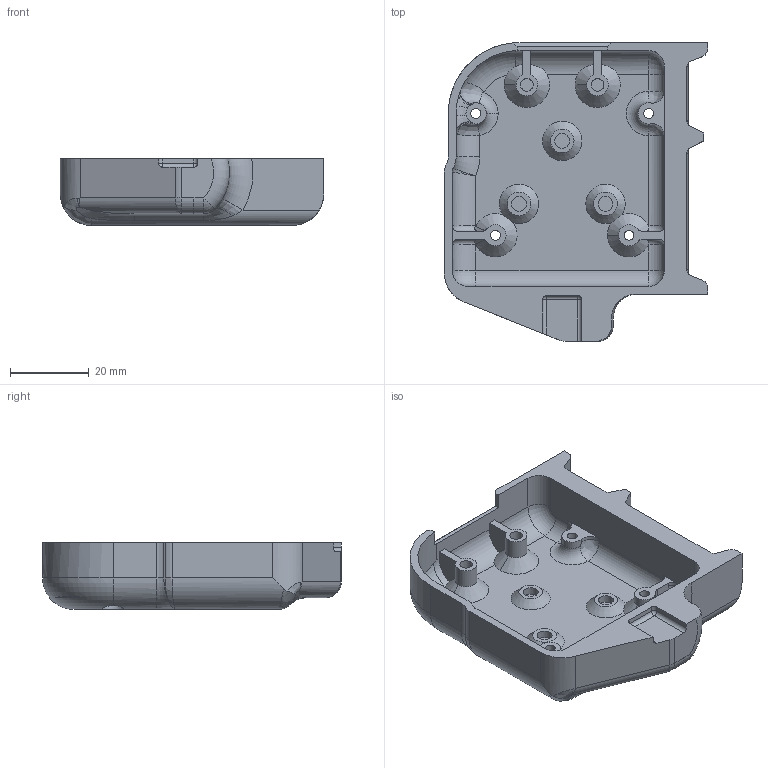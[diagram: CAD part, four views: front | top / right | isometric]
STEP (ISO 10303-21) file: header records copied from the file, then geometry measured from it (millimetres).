
FILE_DESCRIPTION(('HOOPS Exchange Step'),'2;1');
FILE_NAME('temp_export','2021-02-13T22:56:47+19:00',('poastoast'),('Shapr3D Limited'),'HOOPS Exchange 2020.2','Shapr3D','Authorized');
FILE_SCHEMA( ('AP203_CONFIGURATION_CONTROLLED_3D_DESIGN_OF_MECHANICAL_PARTS_AND_ASSEMBLIES_MIM_LF') );
Length unit declared in the file: millimetre
Products named in the file (1): D2656E67-B8CB-47A9-BFE9-B5F357D654A9.tmp
Bounding box: 67 x 76 x 17 mm (x, y, z)
Volume: 22905.6 mm3; surface area: 15987.9 mm2
Topology: 1 solids, 2 shells, 227 faces, 609 edges, 383 vertices
Faces by surface type: cylinder 79, plane 65, bspline 40, torus 28, cone 10, sphere 5
Full cylindrical faces by diameter (mm): 2.5 x4, 3.2 x2, 3.8 x3, 5.6 x4
Entity records: 17582 total; most frequent: CARTESIAN_POINT 12110, ORIENTED_EDGE 1194, DIRECTION 1085, EDGE_CURVE 597, AXIS2_PLACEMENT_3D 438, VERTEX_POINT 383, EDGE_LOOP 244, FACE_BOUND 244
